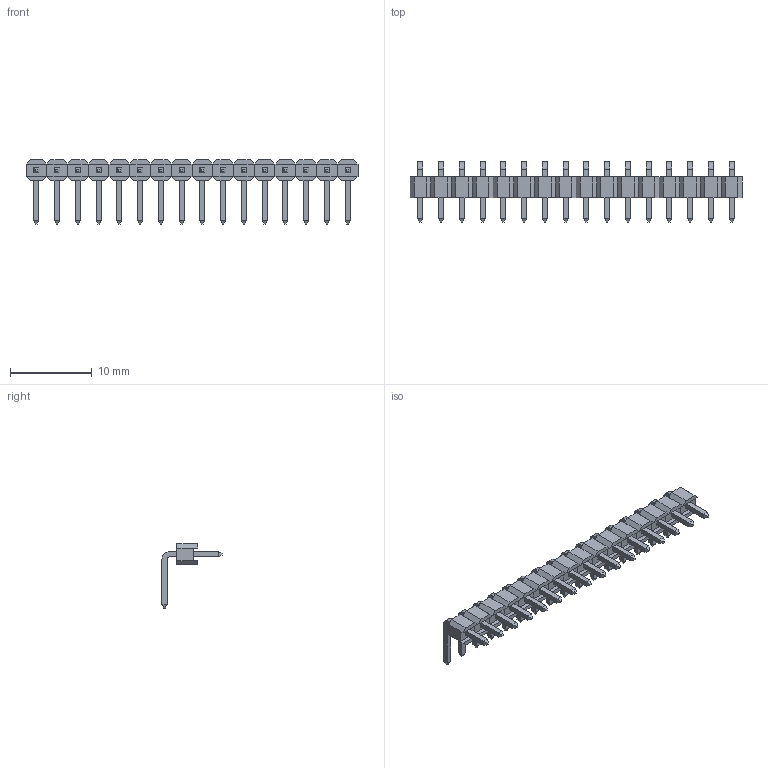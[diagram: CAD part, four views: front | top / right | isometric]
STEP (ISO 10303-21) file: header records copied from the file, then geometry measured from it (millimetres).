
FILE_DESCRIPTION (( 'STEP AP214' ), '1' );
FILE_NAME ('PLSR-16-3-2.54mm.STEP', '2019-03-27T08:44:39', ( '' ), ( '' ), 'SwSTEP 2.0', 'SolidWorks 2016', '' );
FILE_SCHEMA (( 'AUTOMOTIVE_DESIGN' ));
Length unit declared in the file: millimetre
Products named in the file (1): PLSR-16-3-2.54mm
Bounding box: 40.64 x 7.36 x 7.85 mm (x, y, z)
Volume: 281.8 mm3; surface area: 1181.5 mm2
Topology: 32 solids, 32 shells, 815 faces, 1992 edges, 1264 vertices
Faces by surface type: plane 682, bspline 101, cylinder 32
Entity records: 36682 total; most frequent: CARTESIAN_POINT 8885, ORIENTED_EDGE 3984, DIRECTION 3284, EDGE_CURVE 1992, LINE 1726, VECTOR 1726, VERTEX_POINT 1264, EDGE_LOOP 870
